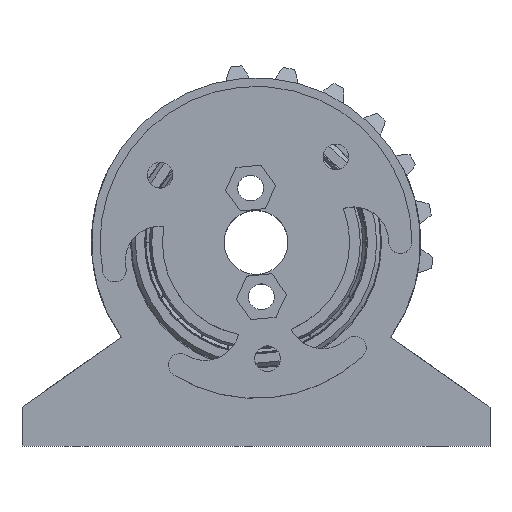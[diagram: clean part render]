
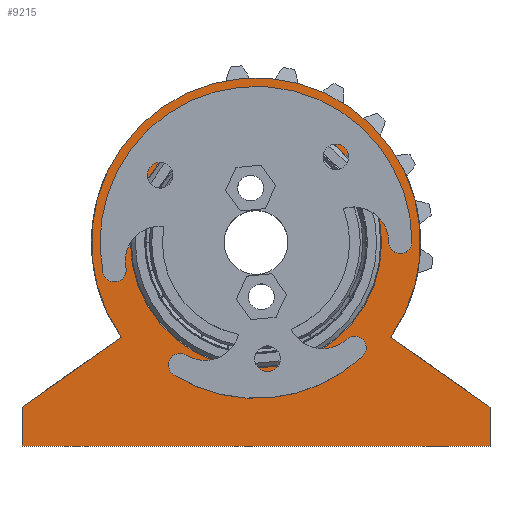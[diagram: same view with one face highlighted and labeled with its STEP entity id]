
A CAD part, top view. The second image highlights one B-rep face of the part: STEP entity #9215.
In plain terms, the highlighted planar face has unit normal (0, 0, 1).
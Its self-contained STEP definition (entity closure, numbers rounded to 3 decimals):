
#145=FACE_BOUND('',#1458,.T.);
#341=PLANE('',#10210);
#928=FACE_OUTER_BOUND('',#1457,.T.);
#1457=EDGE_LOOP('',(#7829,#7830,#7831,#7832,#7833,#7834));
#1458=EDGE_LOOP('',(#7835));
#2095=LINE('',#15097,#2925);
#2098=LINE('',#15106,#2928);
#2100=LINE('',#15110,#2930);
#2107=LINE('',#15234,#2937);
#2109=LINE('',#15238,#2939);
#2925=VECTOR('',#12349,10.);
#2928=VECTOR('',#12358,10.);
#2930=VECTOR('',#12362,10.);
#2937=VECTOR('',#12411,10.);
#2939=VECTOR('',#12415,10.);
#3750=CIRCLE('',#10205,16.1);
#3751=CIRCLE('',#10209,21.1);
#4402=VERTEX_POINT('',#15094);
#4403=VERTEX_POINT('',#15096);
#4406=VERTEX_POINT('',#15104);
#4407=VERTEX_POINT('',#15108);
#4418=VERTEX_POINT('',#15229);
#4419=VERTEX_POINT('',#15233);
#4420=VERTEX_POINT('',#15237);
#5582=EDGE_CURVE('',#4403,#4402,#2095,.T.);
#5587=EDGE_CURVE('',#4402,#4406,#2098,.T.);
#5589=EDGE_CURVE('',#4406,#4407,#2100,.T.);
#5605=EDGE_CURVE('',#4418,#4418,#3750,.T.);
#5607=EDGE_CURVE('',#4419,#4403,#2107,.T.);
#5609=EDGE_CURVE('',#4420,#4419,#2109,.T.);
#5611=EDGE_CURVE('',#4407,#4420,#3751,.T.);
#7829=ORIENTED_EDGE('',*,*,#5589,.T.);
#7830=ORIENTED_EDGE('',*,*,#5611,.T.);
#7831=ORIENTED_EDGE('',*,*,#5609,.T.);
#7832=ORIENTED_EDGE('',*,*,#5607,.T.);
#7833=ORIENTED_EDGE('',*,*,#5582,.T.);
#7834=ORIENTED_EDGE('',*,*,#5587,.T.);
#7835=ORIENTED_EDGE('',*,*,#5605,.T.);
#9215=ADVANCED_FACE('',(#928,#145),#341,.T.);
#10205=AXIS2_PLACEMENT_3D('',#15230,#12406,#12407);
#10209=AXIS2_PLACEMENT_3D('',#15241,#12419,#12420);
#10210=AXIS2_PLACEMENT_3D('',#15242,#12421,#12422);
#12349=DIRECTION('',(1.,0.,0.));
#12358=DIRECTION('',(0.,1.,0.));
#12362=DIRECTION('',(-0.818,0.575,0.));
#12406=DIRECTION('center_axis',(0.,0.,-1.));
#12407=DIRECTION('ref_axis',(1.,0.,0.));
#12411=DIRECTION('',(0.,-1.,0.));
#12415=DIRECTION('',(-0.818,-0.575,0.));
#12419=DIRECTION('center_axis',(0.,0.,1.));
#12420=DIRECTION('ref_axis',(1.,0.,0.));
#12421=DIRECTION('center_axis',(0.,0.,1.));
#12422=DIRECTION('ref_axis',(1.,0.,0.));
#15094=CARTESIAN_POINT('',(30.,-26.1,15.));
#15096=CARTESIAN_POINT('',(-30.,-26.1,15.));
#15097=CARTESIAN_POINT('',(30.,-26.1,15.));
#15104=CARTESIAN_POINT('',(30.,-21.1,15.));
#15106=CARTESIAN_POINT('',(30.,-21.1,15.));
#15108=CARTESIAN_POINT('',(17.259,-12.139,15.));
#15110=CARTESIAN_POINT('',(0.,0.,15.));
#15229=CARTESIAN_POINT('',(-16.1,0.,15.));
#15230=CARTESIAN_POINT('Origin',(0.,0.,15.));
#15233=CARTESIAN_POINT('',(-30.,-21.1,15.));
#15234=CARTESIAN_POINT('',(-30.,-26.1,15.));
#15237=CARTESIAN_POINT('',(-17.259,-12.139,15.));
#15238=CARTESIAN_POINT('',(-30.,-21.1,15.));
#15241=CARTESIAN_POINT('Origin',(0.,0.,15.));
#15242=CARTESIAN_POINT('Origin',(0.,-2.5,15.));
